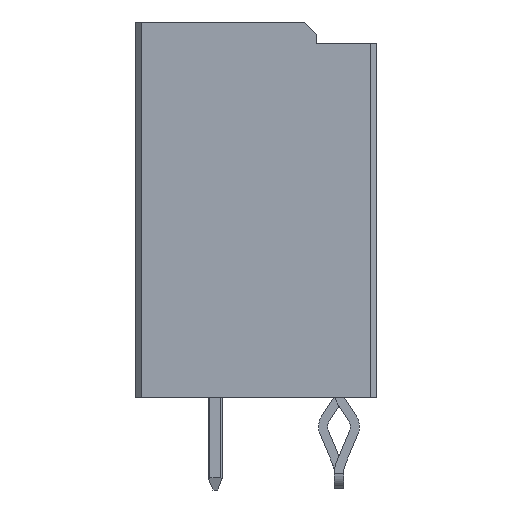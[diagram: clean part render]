
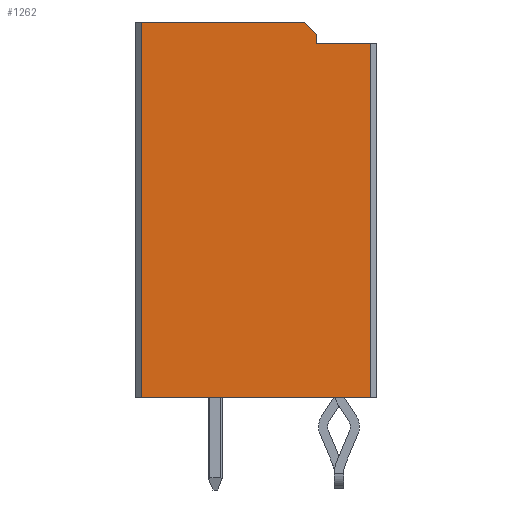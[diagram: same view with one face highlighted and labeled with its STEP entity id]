
A CAD part, left-side view. The second image highlights one B-rep face of the part: STEP entity #1262.
In plain terms, the highlighted planar face has unit normal (-1, 0, 0).
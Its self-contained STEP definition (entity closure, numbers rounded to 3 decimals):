
#139=CARTESIAN_POINT('',(-3.8,-2.,-0.7));
#140=VERTEX_POINT('',#139);
#157=CARTESIAN_POINT('',(-3.8,-2.,-0.4));
#158=VERTEX_POINT('',#157);
#165=CARTESIAN_POINT('',(-3.8,-2.,-0.4));
#166=DIRECTION('',(0.,0.,-1.));
#167=VECTOR('',#166,0.3);
#168=LINE('',#165,#167);
#169=EDGE_CURVE('',#158,#140,#168,.T.);
#1208=CARTESIAN_POINT('',(-3.8,0.,-6.225));
#1209=DIRECTION('',(0.,0.,-1.));
#1210=DIRECTION('',(-1.,-0.,-0.));
#1211=AXIS2_PLACEMENT_3D('',#1208,#1210,#1209);
#1212=PLANE('',#1211);
#1213=CARTESIAN_POINT('',(-3.8,3.8,-12.45));
#1214=VERTEX_POINT('',#1213);
#1215=CARTESIAN_POINT('',(-3.8,-3.8,-12.45));
#1216=VERTEX_POINT('',#1215);
#1217=CARTESIAN_POINT('',(-3.8,3.8,-12.45));
#1218=DIRECTION('',(0.,-1.,0.));
#1219=VECTOR('',#1218,7.6);
#1220=LINE('',#1217,#1219);
#1221=EDGE_CURVE('',#1214,#1216,#1220,.T.);
#1222=ORIENTED_EDGE('',*,*,#1221,.T.);
#1223=CARTESIAN_POINT('',(-3.8,-3.8,-0.7));
#1224=VERTEX_POINT('',#1223);
#1225=CARTESIAN_POINT('',(-3.8,-3.8,-12.45));
#1226=DIRECTION('',(0.,0.,1.));
#1227=VECTOR('',#1226,11.75);
#1228=LINE('',#1225,#1227);
#1229=EDGE_CURVE('',#1216,#1224,#1228,.T.);
#1230=ORIENTED_EDGE('',*,*,#1229,.T.);
#1231=CARTESIAN_POINT('',(-3.8,-3.8,-0.7));
#1232=DIRECTION('',(0.,1.,0.));
#1233=VECTOR('',#1232,1.8);
#1234=LINE('',#1231,#1233);
#1235=EDGE_CURVE('',#1224,#140,#1234,.T.);
#1236=ORIENTED_EDGE('',*,*,#1235,.T.);
#1237=ORIENTED_EDGE('',*,*,#169,.F.);
#1238=CARTESIAN_POINT('',(-3.8,-1.6,0.));
#1239=VERTEX_POINT('',#1238);
#1240=CARTESIAN_POINT('',(-3.8,-2.,-0.4));
#1241=DIRECTION('',(0.,0.707,0.707));
#1242=VECTOR('',#1241,0.566);
#1243=LINE('',#1240,#1242);
#1244=EDGE_CURVE('',#158,#1239,#1243,.T.);
#1245=ORIENTED_EDGE('',*,*,#1244,.T.);
#1246=CARTESIAN_POINT('',(-3.8,3.8,0.));
#1247=VERTEX_POINT('',#1246);
#1248=CARTESIAN_POINT('',(-3.8,-1.6,0.));
#1249=DIRECTION('',(0.,1.,0.));
#1250=VECTOR('',#1249,5.4);
#1251=LINE('',#1248,#1250);
#1252=EDGE_CURVE('',#1239,#1247,#1251,.T.);
#1253=ORIENTED_EDGE('',*,*,#1252,.T.);
#1254=CARTESIAN_POINT('',(-3.8,3.8,0.));
#1255=DIRECTION('',(0.,0.,-1.));
#1256=VECTOR('',#1255,12.45);
#1257=LINE('',#1254,#1256);
#1258=EDGE_CURVE('',#1247,#1214,#1257,.T.);
#1259=ORIENTED_EDGE('',*,*,#1258,.T.);
#1260=EDGE_LOOP('',(#1222,#1230,#1236,#1237,#1245,#1253,#1259));
#1261=FACE_OUTER_BOUND('',#1260,.T.);
#1262=ADVANCED_FACE('',(#1261),#1212,.T.);
